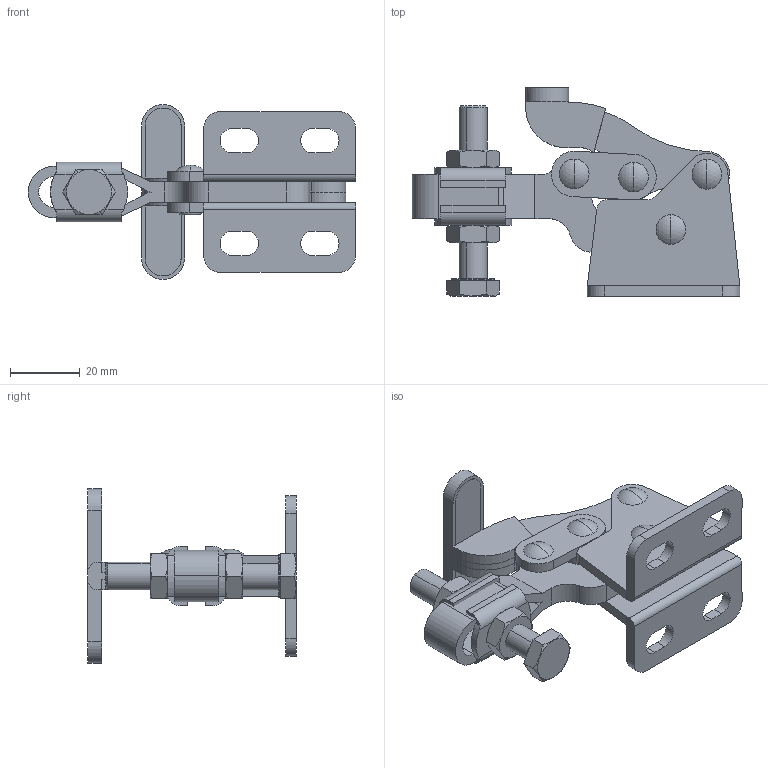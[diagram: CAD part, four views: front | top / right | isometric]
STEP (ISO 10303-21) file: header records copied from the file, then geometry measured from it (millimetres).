
FILE_DESCRIPTION (( 'STEP AP214' ), '1' );
FILE_NAME ('GH-13007-SS(Â²¤Æ).STEP', '2020-03-16T08:04:16', ( 'LinWei' ), ( '' ), 'SwSTEP 2.0', 'SolidWorks 2016', '' );
FILE_SCHEMA (( 'AUTOMOTIVE_DESIGN' ));
Length unit declared in the file: millimetre
Products named in the file (6): 11300708-1^GH-13007-SS(簡化); Group5^GH-13007-SS(簡化); Group4^GH-13007-SS(簡化); Group2^GH-13007-SS(簡化); Group1^GH-13007-SS(簡化); GH-13007-SS(簡化)
Assembly tree (5 placements, depth 2):
  GH-13007-SS(簡化)
    Group1^GH-13007-SS(簡化)
    Group2^GH-13007-SS(簡化)
    Group4^GH-13007-SS(簡化)
    Group5^GH-13007-SS(簡化)
    11300708-1^GH-13007-SS(簡化)
Bounding box: 93.7 x 59.68 x 50 mm (x, y, z)
Volume: 33817 mm3; surface area: 26308.9 mm2
Topology: 5 solids, 5 shells, 397 faces, 1016 edges, 637 vertices
Faces by surface type: plane 208, cylinder 137, cone 28, torus 10, sphere 8, bspline 6
Entity records: 14085 total; most frequent: CARTESIAN_POINT 2588, DIRECTION 2091, ORIENTED_EDGE 2032, EDGE_CURVE 1016, AXIS2_PLACEMENT_3D 752, VERTEX_POINT 637, LINE 587, VECTOR 587
